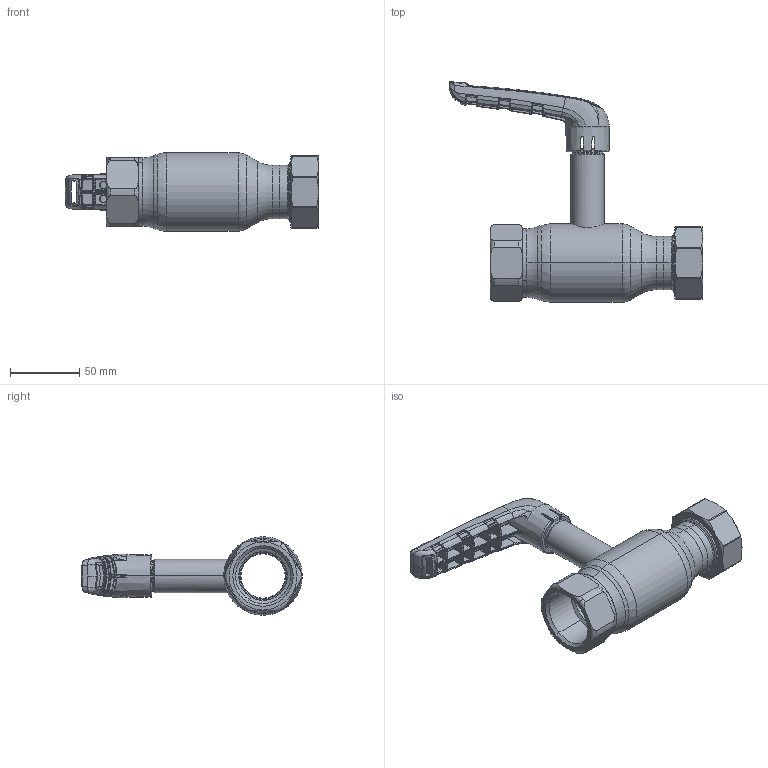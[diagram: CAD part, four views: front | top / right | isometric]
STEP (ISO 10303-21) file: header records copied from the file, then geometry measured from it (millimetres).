
FILE_DESCRIPTION (( 'STEP AP214' ), '1' );
FILE_NAME ('1032002201-xxxx.step', '2019-05-09T10:17:42', ( '' ), ( '' ), 'SwSTEP 2.0', 'SolidWorks 2017', '' );
FILE_SCHEMA (( 'AUTOMOTIVE_DESIGN' ));
Length unit declared in the file: millimetre
Products named in the file (1): 1032002201-xxxx
Bounding box: 182.37 x 158.81 x 56.5 mm (x, y, z)
Surface area: 59817.2 mm2 (no closed solid volume)
Topology: 0 solids, 12 shells, 754 faces, 2384 edges, 1539 vertices
Faces by surface type: bspline 558, plane 68, cylinder 57, cone 37, torus 28, sphere 6
Entity records: 58197 total; most frequent: CARTESIAN_POINT 34231, ORIENTED_EDGE 3924, EDGE_CURVE 2382, DIRECTION 1759, B_SPLINE_CURVE_WITH_KNOTS 1604, VERTEX_POINT 1541, AXIS2_PLACEMENT_3D 786, EDGE_LOOP 777
